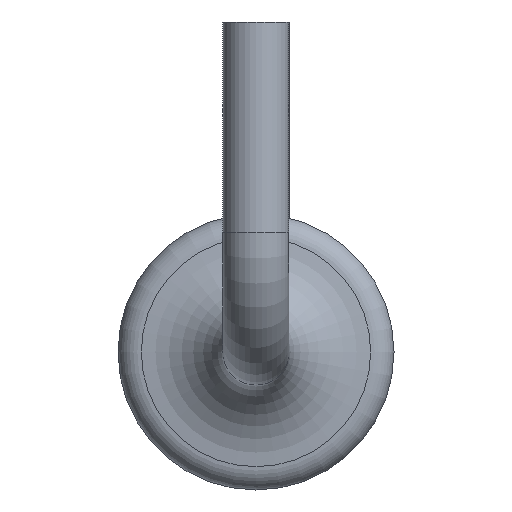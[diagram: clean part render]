
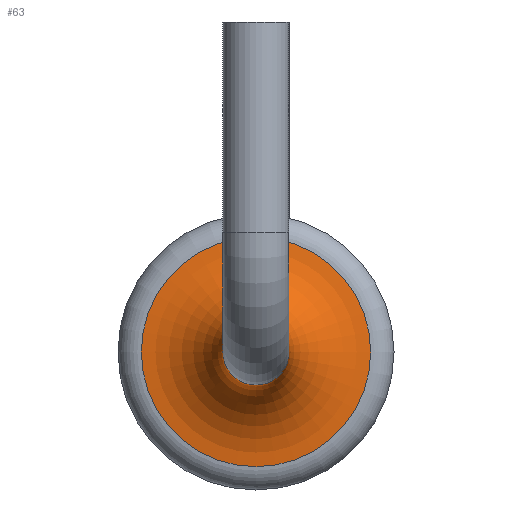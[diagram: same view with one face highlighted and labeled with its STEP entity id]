
A CAD part, left-side view. The second image highlights one B-rep face of the part: STEP entity #63.
In plain terms, the highlighted toroidal (fillet/blend) face has major radius 0.975 mm and minor radius 0.7 mm.
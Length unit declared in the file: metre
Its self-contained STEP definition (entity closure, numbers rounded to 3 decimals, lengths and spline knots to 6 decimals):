
#63 = ADVANCED_FACE( '', ( #137, #138 ), #139, .F. );
#137 = FACE_OUTER_BOUND( '', #218, .T. );
#138 = FACE_OUTER_BOUND( '', #219, .T. );
#139 = TOROIDAL_SURFACE( '', #220, 0.000975, 0.0007 );
#218 = EDGE_LOOP( '', ( #313 ) );
#219 = EDGE_LOOP( '', ( #314 ) );
#220 = AXIS2_PLACEMENT_3D( '', #315, #316, #317 );
#313 = ORIENTED_EDGE( '', *, *, #386, .F. );
#314 = ORIENTED_EDGE( '', *, *, #384, .F. );
#315 = CARTESIAN_POINT( '', ( 0.0022, 0., -0.00275 ) );
#316 = DIRECTION( '', ( 1., 0., 0. ) );
#317 = DIRECTION( '', ( 0., 0., -1. ) );
#384 = EDGE_CURVE( '', #432, #432, #433, .T. );
#386 = EDGE_CURVE( '', #435, #435, #436, .F. );
#432 = VERTEX_POINT( '', #487 );
#433 = CIRCLE( '', #488, 0.000956 );
#435 = VERTEX_POINT( '', #490 );
#436 = CIRCLE( '', #491, 0.000275 );
#487 = CARTESIAN_POINT( '', ( 0.0029, 0., -0.003706 ) );
#488 = AXIS2_PLACEMENT_3D( '', #545, #546, #547 );
#490 = CARTESIAN_POINT( '', ( 0.0022, 0., -0.003025 ) );
#491 = AXIS2_PLACEMENT_3D( '', #548, #549, #550 );
#545 = CARTESIAN_POINT( '', ( 0.0029, 0., -0.00275 ) );
#546 = DIRECTION( '', ( 1., 0., 0. ) );
#547 = DIRECTION( '', ( 0., 0., -1. ) );
#548 = CARTESIAN_POINT( '', ( 0.0022, 0., -0.00275 ) );
#549 = DIRECTION( '', ( 1., 0., 0. ) );
#550 = DIRECTION( '', ( 0., 0., -1. ) );
